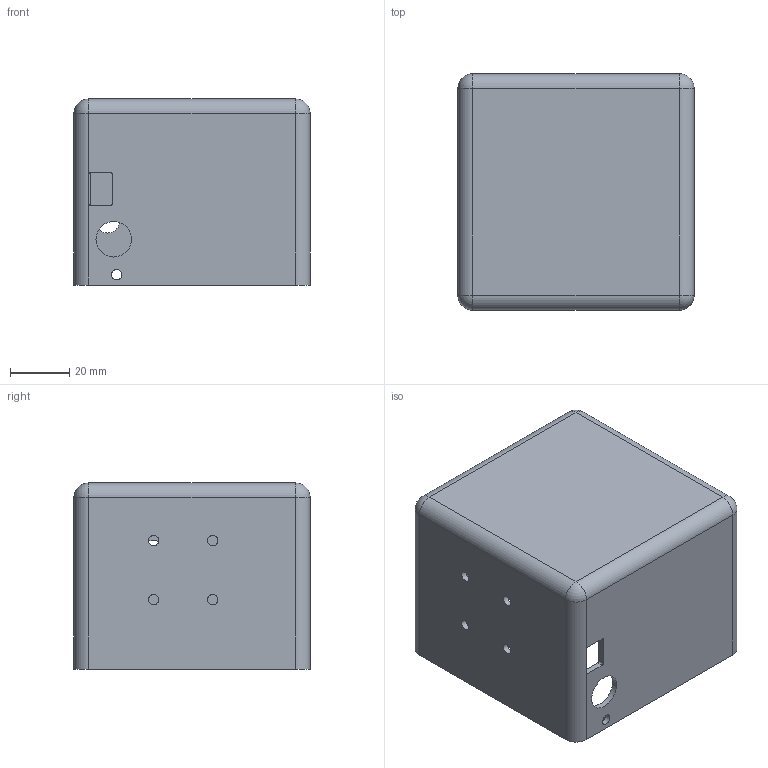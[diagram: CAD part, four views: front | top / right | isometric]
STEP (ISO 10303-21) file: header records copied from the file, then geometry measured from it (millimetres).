
FILE_DESCRIPTION(('FreeCAD Model'),'2;1');
FILE_NAME('body.step', '2015-03-04T13:07:20',('FreeCAD'),('FreeCAD'), 'Open CASCADE STEP processor 6.7','FreeCAD','Unknown');
FILE_SCHEMA(('AUTOMOTIVE_DESIGN_CC2 { 1 2 10303 214 -1 1 5 4 }'));
Length unit declared in the file: millimetre
Products named in the file (1): body
Bounding box: 80 x 80 x 63 mm (x, y, z)
Volume: 47765.1 mm3; surface area: 48441.4 mm2
Topology: 1 solids, 1 shells, 53 faces, 138 edges, 78 vertices
Faces by surface type: cylinder 30, plane 15, sphere 8
Full cylindrical faces by diameter (mm): 3.5 x6, 8 x1, 12 x1, 17 x2
Entity records: 3789 total; most frequent: CARTESIAN_POINT 792, DIRECTION 485, ORIENTED_EDGE 260, PCURVE 260, DEFINITIONAL_REPRESENTATION 260, LINE 238, VECTOR 238, EDGE_CURVE 130
